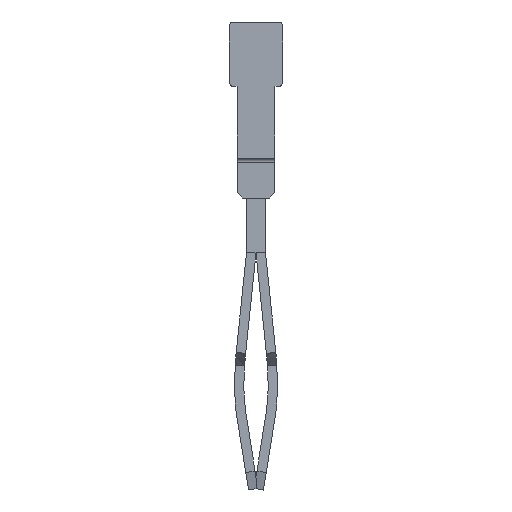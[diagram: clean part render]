
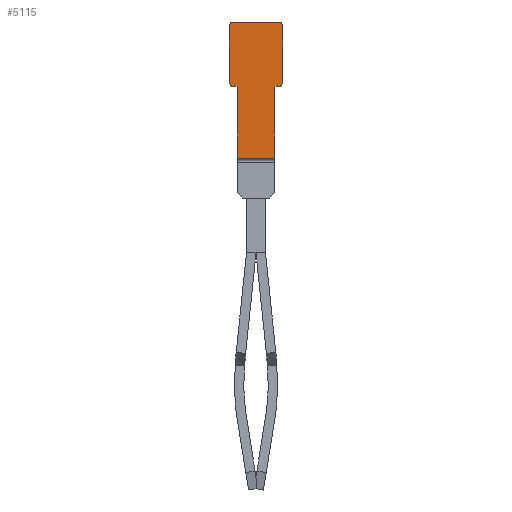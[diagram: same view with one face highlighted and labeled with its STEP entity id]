
A CAD part, left-side view. The second image highlights one B-rep face of the part: STEP entity #5115.
In plain terms, the highlighted planar face has unit normal (-1, 0, 0).
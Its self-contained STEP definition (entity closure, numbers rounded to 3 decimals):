
#2850=AXIS2_PLACEMENT_3D('Circle Axis2P3D',#2848,#2849,$) ;
#2949=AXIS2_PLACEMENT_3D('Circle Axis2P3D',#2947,#2948,$) ;
#3017=AXIS2_PLACEMENT_3D('Circle Axis2P3D',#3015,#3016,$) ;
#3079=AXIS2_PLACEMENT_3D('Circle Axis2P3D',#3077,#3078,$) ;
#5080=AXIS2_PLACEMENT_3D('Plane Axis2P3D',#5077,#5078,#5079) ;
#2829=CARTESIAN_POINT('Vertex',(0.,0.2,21.322)) ;
#2845=CARTESIAN_POINT('Vertex',(0.,0.,21.522)) ;
#2848=CARTESIAN_POINT('Axis2P3D Location',(0.,0.2,21.522)) ;
#2869=CARTESIAN_POINT('Vertex',(0.,0.,24.522)) ;
#2872=CARTESIAN_POINT('Line Origine',(0.,0.,23.022)) ;
#2944=CARTESIAN_POINT('Vertex',(0.,0.2,24.722)) ;
#2947=CARTESIAN_POINT('Axis2P3D Location',(0.,0.2,24.522)) ;
#2975=CARTESIAN_POINT('Vertex',(0.,2.6,24.722)) ;
#2978=CARTESIAN_POINT('Line Origine',(0.,1.4,24.722)) ;
#3012=CARTESIAN_POINT('Vertex',(0.,2.8,24.522)) ;
#3015=CARTESIAN_POINT('Axis2P3D Location',(0.,2.6,24.522)) ;
#3032=CARTESIAN_POINT('Line Origine',(0.,2.8,23.022)) ;
#3036=CARTESIAN_POINT('Vertex',(0.,2.8,21.522)) ;
#3074=CARTESIAN_POINT('Vertex',(0.,2.6,21.322)) ;
#3077=CARTESIAN_POINT('Axis2P3D Location',(0.,2.6,21.522)) ;
#3105=CARTESIAN_POINT('Vertex',(0.,2.4,21.322)) ;
#3108=CARTESIAN_POINT('Line Origine',(0.,2.5,21.322)) ;
#5062=CARTESIAN_POINT('Vertex',(0.,0.4,21.322)) ;
#5065=CARTESIAN_POINT('Line Origine',(0.,0.3,21.322)) ;
#5077=CARTESIAN_POINT('Axis2P3D Location',(0.,1.4,5.622)) ;
#5082=CARTESIAN_POINT('Line Origine',(0.,0.4,19.422)) ;
#5086=CARTESIAN_POINT('Vertex',(0.,0.4,17.522)) ;
#5089=CARTESIAN_POINT('Line Origine',(0.,2.4,19.422)) ;
#5093=CARTESIAN_POINT('Vertex',(0.,2.4,17.522)) ;
#5096=CARTESIAN_POINT('Line Origine',(0.,1.4,17.522)) ;
#2849=DIRECTION('Axis2P3D Direction',(-1.,0.,0.)) ;
#2873=DIRECTION('Vector Direction',(0.,0.,-1.)) ;
#2948=DIRECTION('Axis2P3D Direction',(-1.,0.,0.)) ;
#2979=DIRECTION('Vector Direction',(0.,-1.,0.)) ;
#3016=DIRECTION('Axis2P3D Direction',(-1.,0.,0.)) ;
#3033=DIRECTION('Vector Direction',(0.,0.,1.)) ;
#3078=DIRECTION('Axis2P3D Direction',(-1.,0.,0.)) ;
#3109=DIRECTION('Vector Direction',(0.,1.,0.)) ;
#5066=DIRECTION('Vector Direction',(0.,1.,0.)) ;
#5078=DIRECTION('Axis2P3D Direction',(-1.,0.,0.)) ;
#5079=DIRECTION('Axis2P3D XDirection',(0.,-1.,0.)) ;
#5083=DIRECTION('Vector Direction',(0.,0.,-1.)) ;
#5090=DIRECTION('Vector Direction',(0.,0.,1.)) ;
#5097=DIRECTION('Vector Direction',(0.,-1.,0.)) ;
#2874=VECTOR('Line Direction',#2873,1.) ;
#2980=VECTOR('Line Direction',#2979,1.) ;
#3034=VECTOR('Line Direction',#3033,1.) ;
#3110=VECTOR('Line Direction',#3109,1.) ;
#5067=VECTOR('Line Direction',#5066,1.) ;
#5084=VECTOR('Line Direction',#5083,1.) ;
#5091=VECTOR('Line Direction',#5090,1.) ;
#5098=VECTOR('Line Direction',#5097,1.) ;
#5102=ORIENTED_EDGE('',*,*,#5088,.T.) ;
#5103=ORIENTED_EDGE('',*,*,#5069,.T.) ;
#5104=ORIENTED_EDGE('',*,*,#2852,.T.) ;
#5105=ORIENTED_EDGE('',*,*,#2876,.T.) ;
#5106=ORIENTED_EDGE('',*,*,#2951,.T.) ;
#5107=ORIENTED_EDGE('',*,*,#2982,.T.) ;
#5108=ORIENTED_EDGE('',*,*,#3019,.T.) ;
#5109=ORIENTED_EDGE('',*,*,#3038,.T.) ;
#5110=ORIENTED_EDGE('',*,*,#3081,.T.) ;
#5111=ORIENTED_EDGE('',*,*,#3112,.T.) ;
#5112=ORIENTED_EDGE('',*,*,#5095,.T.) ;
#5113=ORIENTED_EDGE('',*,*,#5100,.F.) ;
#5115=ADVANCED_FACE('58451_ZQV_2-5N_KU',(#5114),#5081,.T.) ;
#2851=CIRCLE('generated circle',#2850,0.2) ;
#2950=CIRCLE('generated circle',#2949,0.2) ;
#3018=CIRCLE('generated circle',#3017,0.2) ;
#3080=CIRCLE('generated circle',#3079,0.2) ;
#2852=EDGE_CURVE('',#2830,#2846,#2851,.T.) ;
#2876=EDGE_CURVE('',#2846,#2870,#2875,.F.) ;
#2951=EDGE_CURVE('',#2870,#2945,#2950,.T.) ;
#2982=EDGE_CURVE('',#2945,#2976,#2981,.F.) ;
#3019=EDGE_CURVE('',#2976,#3013,#3018,.T.) ;
#3038=EDGE_CURVE('',#3013,#3037,#3035,.F.) ;
#3081=EDGE_CURVE('',#3037,#3075,#3080,.T.) ;
#3112=EDGE_CURVE('',#3075,#3106,#3111,.F.) ;
#5069=EDGE_CURVE('',#5063,#2830,#5068,.F.) ;
#5088=EDGE_CURVE('',#5087,#5063,#5085,.F.) ;
#5095=EDGE_CURVE('',#3106,#5094,#5092,.F.) ;
#5100=EDGE_CURVE('',#5087,#5094,#5099,.F.) ;
#5101=EDGE_LOOP('',(#5102,#5103,#5104,#5105,#5106,#5107,#5108,#5109,#5110,#5111,#5112,#5113)) ;
#5114=FACE_OUTER_BOUND('',#5101,.T.) ;
#2875=LINE('Line',#2872,#2874) ;
#2981=LINE('Line',#2978,#2980) ;
#3035=LINE('Line',#3032,#3034) ;
#3111=LINE('Line',#3108,#3110) ;
#5068=LINE('Line',#5065,#5067) ;
#5085=LINE('Line',#5082,#5084) ;
#5092=LINE('Line',#5089,#5091) ;
#5099=LINE('Line',#5096,#5098) ;
#5081=PLANE('',#5080) ;
#2830=VERTEX_POINT('',#2829) ;
#2846=VERTEX_POINT('',#2845) ;
#2870=VERTEX_POINT('',#2869) ;
#2945=VERTEX_POINT('',#2944) ;
#2976=VERTEX_POINT('',#2975) ;
#3013=VERTEX_POINT('',#3012) ;
#3037=VERTEX_POINT('',#3036) ;
#3075=VERTEX_POINT('',#3074) ;
#3106=VERTEX_POINT('',#3105) ;
#5063=VERTEX_POINT('',#5062) ;
#5087=VERTEX_POINT('',#5086) ;
#5094=VERTEX_POINT('',#5093) ;
